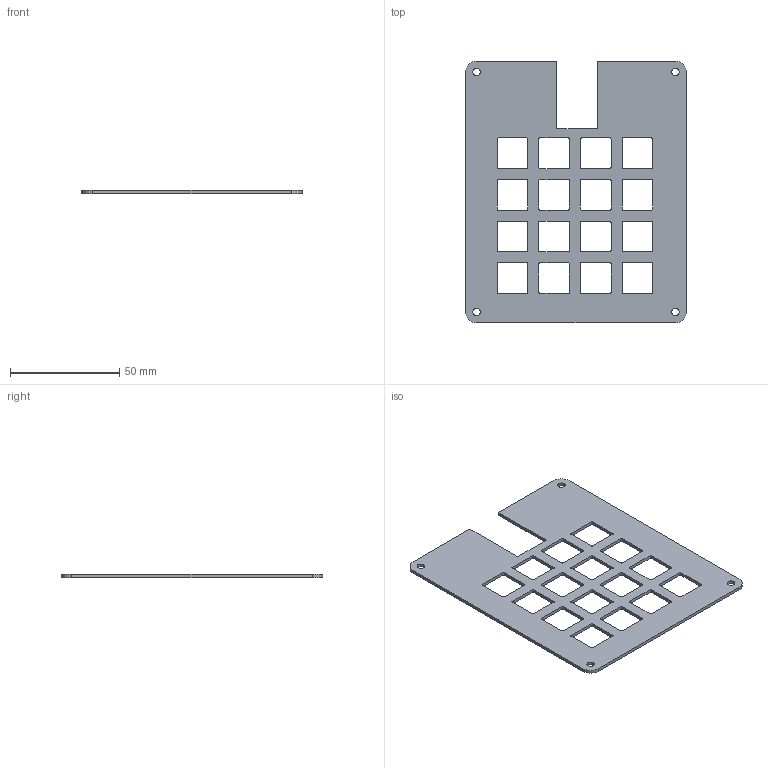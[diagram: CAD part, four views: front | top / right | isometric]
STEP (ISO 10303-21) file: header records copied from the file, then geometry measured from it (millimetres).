
FILE_DESCRIPTION(('FreeCAD Model'),'2;1');
FILE_NAME('Open CASCADE Shape Model','2025-02-25T10:51:41',(''),(''), 'Open CASCADE STEP processor 7.8','FreeCAD','Unknown');
FILE_SCHEMA(('AUTOMOTIVE_DESIGN { 1 0 10303 214 1 1 1 1 }'));
Length unit declared in the file: millimetre
Products named in the file (1): Pocket001
Bounding box: 100.97 x 119.9 x 1.5 mm (x, y, z)
Volume: 12510.6 mm3; surface area: 18840.9 mm2
Topology: 1 solids, 1 shells, 525 faces, 1504 edges, 1000 vertices
Faces by surface type: plane 453, cylinder 72
Full cylindrical faces by diameter (mm): 3.4 x4
Entity records: 36648 total; most frequent: CARTESIAN_POINT 6552, DIRECTION 5516, LINE 4096, VECTOR 4096, ORIENTED_EDGE 3012, PCURVE 3008, DEFINITIONAL_REPRESENTATION 3008, EDGE_CURVE 1504
